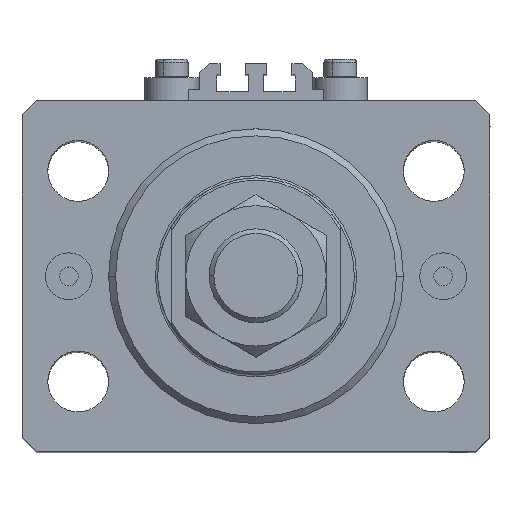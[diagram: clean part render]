
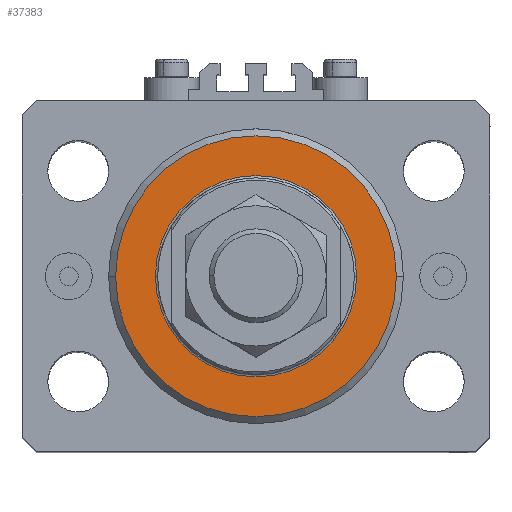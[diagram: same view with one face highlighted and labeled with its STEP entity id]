
A CAD part, top view. The second image highlights one B-rep face of the part: STEP entity #37383.
In plain terms, the highlighted face is planar.
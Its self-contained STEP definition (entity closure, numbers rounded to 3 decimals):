
#824 = EDGE_CURVE ( 'NONE', #31918, #7185, #39462, .T. ) ;
#1357 = ORIENTED_EDGE ( 'NONE', *, *, #44524, .T. ) ;
#1947 = EDGE_LOOP ( 'NONE', ( #45911, #22391 ) ) ;
#2788 = CIRCLE ( 'NONE', #9094, 21.5 ) ;
#7185 = VERTEX_POINT ( 'NONE', #38972 ) ;
#9094 = AXIS2_PLACEMENT_3D ( 'NONE', #17384, #10473, #32447 ) ;
#9751 = CARTESIAN_POINT ( 'NONE',  ( 30., 0., 0. ) ) ;
#10473 = DIRECTION ( 'NONE',  ( 0., 0., 1. ) ) ;
#10998 = EDGE_CURVE ( 'NONE', #7185, #31918, #17947, .T. ) ;
#12159 = CARTESIAN_POINT ( 'NONE',  ( 0., 0., 0. ) ) ;
#12378 = CIRCLE ( 'NONE', #43140, 21.5 ) ;
#12417 = EDGE_LOOP ( 'NONE', ( #17745, #1357 ) ) ;
#13889 = DIRECTION ( 'NONE',  ( 0., 0., -1. ) ) ;
#15738 = DIRECTION ( 'NONE',  ( 1., 0., 0. ) ) ;
#17384 = CARTESIAN_POINT ( 'NONE',  ( 0., 0., 0. ) ) ;
#17745 = ORIENTED_EDGE ( 'NONE', *, *, #40321, .T. ) ;
#17793 = AXIS2_PLACEMENT_3D ( 'NONE', #46100, #34489, #15738 ) ;
#17947 = CIRCLE ( 'NONE', #46332, 30. ) ;
#18696 = FACE_OUTER_BOUND ( 'NONE', #1947, .T. ) ;
#18948 = FACE_BOUND ( 'NONE', #12417, .T. ) ;
#22128 = AXIS2_PLACEMENT_3D ( 'NONE', #47711, #13889, #40311 ) ;
#22391 = ORIENTED_EDGE ( 'NONE', *, *, #10998, .T. ) ;
#27200 = DIRECTION ( 'NONE',  ( 0., 0., 1. ) ) ;
#30815 = VERTEX_POINT ( 'NONE', #36450 ) ;
#31918 = VERTEX_POINT ( 'NONE', #9751 ) ;
#32447 = DIRECTION ( 'NONE',  ( 1., 0., 0. ) ) ;
#34489 = DIRECTION ( 'NONE',  ( 0., 0., 1. ) ) ;
#36450 = CARTESIAN_POINT ( 'NONE',  ( 21.5, 0., 0. ) ) ;
#37383 = ADVANCED_FACE ( 'NONE', ( #18948, #18696 ), #41183, .F. ) ;
#38899 = CARTESIAN_POINT ( 'NONE',  ( -21.5, 0., 0. ) ) ;
#38972 = CARTESIAN_POINT ( 'NONE',  ( -30., 0., 0. ) ) ;
#39462 = CIRCLE ( 'NONE', #22128, 30. ) ;
#40311 = DIRECTION ( 'NONE',  ( 1., 0., 0. ) ) ;
#40321 = EDGE_CURVE ( 'NONE', #30815, #43149, #2788, .T. ) ;
#40880 = DIRECTION ( 'NONE',  ( 0., 0., -1. ) ) ;
#41183 = PLANE ( 'NONE',  #17793 ) ;
#43140 = AXIS2_PLACEMENT_3D ( 'NONE', #12159, #27200, #46463 ) ;
#43149 = VERTEX_POINT ( 'NONE', #38899 ) ;
#44524 = EDGE_CURVE ( 'NONE', #43149, #30815, #12378, .T. ) ;
#45911 = ORIENTED_EDGE ( 'NONE', *, *, #824, .T. ) ;
#46100 = CARTESIAN_POINT ( 'NONE',  ( 0., 0., 0. ) ) ;
#46332 = AXIS2_PLACEMENT_3D ( 'NONE', #48763, #40880, #48519 ) ;
#46463 = DIRECTION ( 'NONE',  ( 1., 0., 0. ) ) ;
#47711 = CARTESIAN_POINT ( 'NONE',  ( 0., 0., 0. ) ) ;
#48519 = DIRECTION ( 'NONE',  ( 1., 0., 0. ) ) ;
#48763 = CARTESIAN_POINT ( 'NONE',  ( 0., 0., 0. ) ) ;
